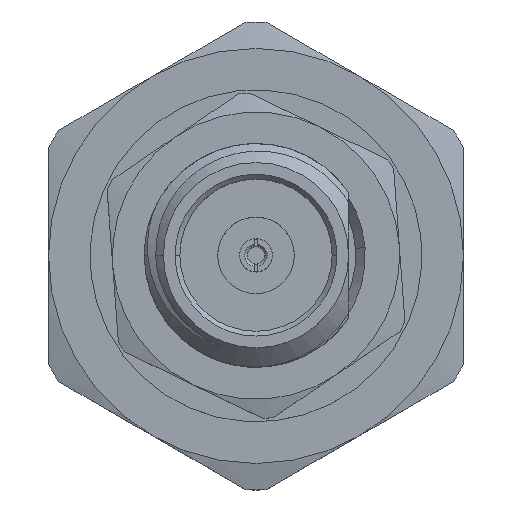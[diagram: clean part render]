
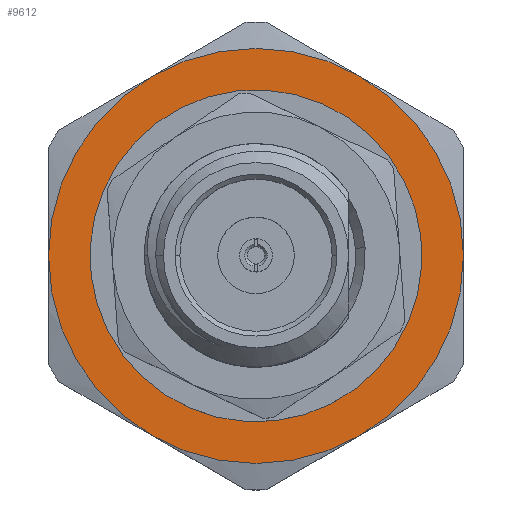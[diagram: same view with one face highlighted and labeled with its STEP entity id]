
A CAD part, top view. The second image highlights one B-rep face of the part: STEP entity #9612.
In plain terms, the highlighted planar face has unit normal (0, 0, 1).
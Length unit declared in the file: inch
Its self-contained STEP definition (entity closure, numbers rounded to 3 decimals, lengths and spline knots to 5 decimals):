
#790 = ORIENTED_EDGE ( 'NONE', *, *, #25297, .T. ) ;
#1247 = ORIENTED_EDGE ( 'NONE', *, *, #15613, .F. ) ;
#1824 = CARTESIAN_POINT ( 'NONE',  ( -0.08933, 0.01057, 0.80608 ) ) ;
#2072 = EDGE_LOOP ( 'NONE', ( #1247, #30135 ) ) ;
#2184 = DIRECTION ( 'NONE',  ( 0., 0., 1. ) ) ;
#3477 = AXIS2_PLACEMENT_3D ( 'NONE', #12023, #29374, #12187 ) ;
#3805 = DIRECTION ( 'NONE',  ( 1., 0., 0. ) ) ;
#4369 = VERTEX_POINT ( 'NONE', #8737 ) ;
#4717 = CARTESIAN_POINT ( 'NONE',  ( 0.16658, 0.01057, 0.80608 ) ) ;
#5039 = DIRECTION ( 'NONE',  ( 1., 0., 0. ) ) ;
#5437 = AXIS2_PLACEMENT_3D ( 'NONE', #1824, #29227, #3805 ) ;
#5644 = FACE_BOUND ( 'NONE', #2072, .T. ) ;
#6090 = CIRCLE ( 'NONE', #10824, 0.25591 ) ;
#7876 = DIRECTION ( 'NONE',  ( 0., 0., 1. ) ) ;
#8173 = VERTEX_POINT ( 'NONE', #26761 ) ;
#8280 = DIRECTION ( 'NONE',  ( 0., 0., 1. ) ) ;
#8495 = VERTEX_POINT ( 'NONE', #23647 ) ;
#8737 = CARTESIAN_POINT ( 'NONE',  ( -0.27023, 0.01057, 0.80608 ) ) ;
#8954 = DIRECTION ( 'NONE',  ( 0., 0., 1. ) ) ;
#9612 = ADVANCED_FACE ( 'NONE', ( #5644, #28916 ), #23282, .T. ) ;
#9720 = AXIS2_PLACEMENT_3D ( 'NONE', #28782, #8954, #19011 ) ;
#10188 = AXIS2_PLACEMENT_3D ( 'NONE', #15032, #2184, #17836 ) ;
#10824 = AXIS2_PLACEMENT_3D ( 'NONE', #12486, #7876, #25195 ) ;
#11224 = EDGE_CURVE ( 'NONE', #14733, #31796, #11275, .T. ) ;
#11275 = CIRCLE ( 'NONE', #27612, 0.25591 ) ;
#12023 = CARTESIAN_POINT ( 'NONE',  ( -0.08933, 0.01057, 0.80608 ) ) ;
#12187 = DIRECTION ( 'NONE',  ( 1., 0., 0. ) ) ;
#12307 = ORIENTED_EDGE ( 'NONE', *, *, #11224, .T. ) ;
#12486 = CARTESIAN_POINT ( 'NONE',  ( -0.08933, 0.01057, 0.80608 ) ) ;
#12671 = AXIS2_PLACEMENT_3D ( 'NONE', #30894, #8280, #18322 ) ;
#13322 = AXIS2_PLACEMENT_3D ( 'NONE', #22294, #30239, #19829 ) ;
#13471 = CIRCLE ( 'NONE', #3477, 0.25591 ) ;
#14733 = VERTEX_POINT ( 'NONE', #19755 ) ;
#15032 = CARTESIAN_POINT ( 'NONE',  ( -0.08933, 0.01057, 0.80608 ) ) ;
#15478 = EDGE_CURVE ( 'NONE', #32071, #26021, #15974, .T. ) ;
#15613 = EDGE_CURVE ( 'NONE', #8173, #4369, #29688, .T. ) ;
#15974 = CIRCLE ( 'NONE', #10188, 0.25591 ) ;
#16088 = EDGE_CURVE ( 'NONE', #4369, #8173, #31256, .T. ) ;
#16642 = EDGE_LOOP ( 'NONE', ( #23365, #21211, #21501, #21266, #790, #12307 ) ) ;
#17108 = EDGE_CURVE ( 'NONE', #26021, #8495, #18628, .T. ) ;
#17836 = DIRECTION ( 'NONE',  ( 1., 0., 0. ) ) ;
#18322 = DIRECTION ( 'NONE',  ( 1., 0., 0. ) ) ;
#18628 = CIRCLE ( 'NONE', #27063, 0.25591 ) ;
#19011 = DIRECTION ( 'NONE',  ( 1., 0., 0. ) ) ;
#19551 = CARTESIAN_POINT ( 'NONE',  ( 0.03863, -0.21105, 0.80608 ) ) ;
#19755 = CARTESIAN_POINT ( 'NONE',  ( -0.21728, -0.21105, 0.80608 ) ) ;
#19829 = DIRECTION ( 'NONE',  ( 1., 0., 0. ) ) ;
#20725 = EDGE_CURVE ( 'NONE', #8495, #27503, #27661, .T. ) ;
#21211 = ORIENTED_EDGE ( 'NONE', *, *, #15478, .T. ) ;
#21266 = ORIENTED_EDGE ( 'NONE', *, *, #20725, .T. ) ;
#21501 = ORIENTED_EDGE ( 'NONE', *, *, #17108, .T. ) ;
#22294 = CARTESIAN_POINT ( 'NONE',  ( -0.08933, 0.01057, 0.80608 ) ) ;
#23282 = PLANE ( 'NONE',  #12671 ) ;
#23365 = ORIENTED_EDGE ( 'NONE', *, *, #27356, .T. ) ;
#23647 = CARTESIAN_POINT ( 'NONE',  ( -0.21728, 0.23219, 0.80608 ) ) ;
#24365 = CARTESIAN_POINT ( 'NONE',  ( -0.08933, 0.01057, 0.80608 ) ) ;
#25151 = DIRECTION ( 'NONE',  ( 0., 0., 1. ) ) ;
#25195 = DIRECTION ( 'NONE',  ( 1., 0., 0. ) ) ;
#25297 = EDGE_CURVE ( 'NONE', #27503, #14733, #6090, .T. ) ;
#26021 = VERTEX_POINT ( 'NONE', #31626 ) ;
#26761 = CARTESIAN_POINT ( 'NONE',  ( 0.09158, 0.01057, 0.80608 ) ) ;
#26887 = CARTESIAN_POINT ( 'NONE',  ( -0.34523, 0.01057, 0.80608 ) ) ;
#27063 = AXIS2_PLACEMENT_3D ( 'NONE', #24365, #25151, #5039 ) ;
#27356 = EDGE_CURVE ( 'NONE', #31796, #32071, #13471, .T. ) ;
#27372 = CARTESIAN_POINT ( 'NONE',  ( -0.08933, 0.01057, 0.80608 ) ) ;
#27503 = VERTEX_POINT ( 'NONE', #26887 ) ;
#27612 = AXIS2_PLACEMENT_3D ( 'NONE', #27372, #32490, #30014 ) ;
#27661 = CIRCLE ( 'NONE', #9720, 0.25591 ) ;
#28782 = CARTESIAN_POINT ( 'NONE',  ( -0.08933, 0.01057, 0.80608 ) ) ;
#28916 = FACE_OUTER_BOUND ( 'NONE', #16642, .T. ) ;
#29227 = DIRECTION ( 'NONE',  ( 0., 0., 1. ) ) ;
#29374 = DIRECTION ( 'NONE',  ( 0., 0., 1. ) ) ;
#29688 = CIRCLE ( 'NONE', #13322, 0.18091 ) ;
#30014 = DIRECTION ( 'NONE',  ( 1., 0., 0. ) ) ;
#30135 = ORIENTED_EDGE ( 'NONE', *, *, #16088, .F. ) ;
#30239 = DIRECTION ( 'NONE',  ( 0., 0., 1. ) ) ;
#30894 = CARTESIAN_POINT ( 'NONE',  ( -0.08933, 0.01057, 0.80608 ) ) ;
#31256 = CIRCLE ( 'NONE', #5437, 0.18091 ) ;
#31626 = CARTESIAN_POINT ( 'NONE',  ( 0.03863, 0.23219, 0.80608 ) ) ;
#31796 = VERTEX_POINT ( 'NONE', #19551 ) ;
#32071 = VERTEX_POINT ( 'NONE', #4717 ) ;
#32490 = DIRECTION ( 'NONE',  ( 0., 0., 1. ) ) ;
